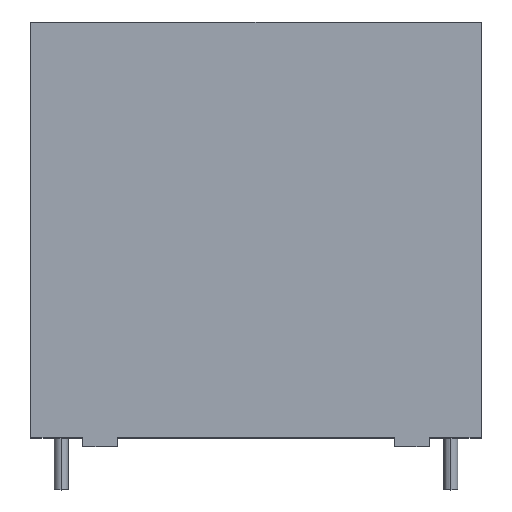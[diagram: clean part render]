
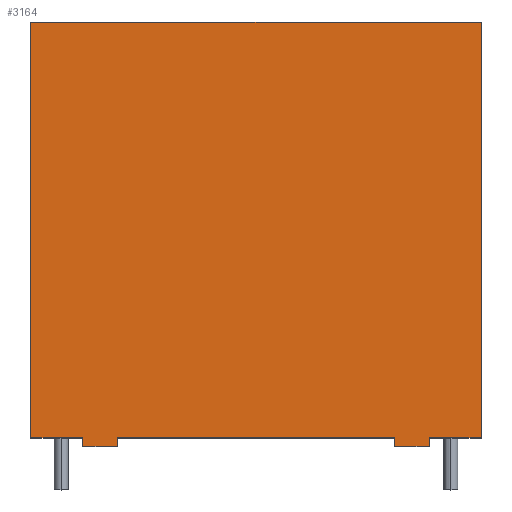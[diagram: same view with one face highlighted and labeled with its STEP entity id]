
A CAD part, top view. The second image highlights one B-rep face of the part: STEP entity #3164.
In plain terms, the highlighted planar face has unit normal (0, 0, 1).
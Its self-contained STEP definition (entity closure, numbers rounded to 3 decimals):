
#12 = EDGE_CURVE ( 'NONE', #2301, #2327, #2183, .T. ) ;
#22 = EDGE_CURVE ( 'NONE', #2343, #2294, #2135, .T. ) ;
#27 = EDGE_CURVE ( 'NONE', #2297, #2349, #2119, .T. ) ;
#29 = EDGE_CURVE ( 'NONE', #2350, #2300, #2113, .T. ) ;
#93 = EDGE_CURVE ( 'NONE', #2399, #2343, #260, .T. ) ;
#94 = EDGE_CURVE ( 'NONE', #2399, #2420, #553, .T. ) ;
#95 = EDGE_CURVE ( 'NONE', #2420, #2422, #262, .T. ) ;
#96 = EDGE_CURVE ( 'NONE', #2422, #2424, #267, .T. ) ;
#97 = EDGE_CURVE ( 'NONE', #2327, #2424, #245, .T. ) ;
#98 = EDGE_CURVE ( 'NONE', #2349, #2350, #570, .T. ) ;
#175 = CARTESIAN_POINT ( 'NONE',  ( -13., 0.5, 7.75 ) ) ;
#245 = LINE ( 'NONE', #572, #5577 ) ;
#248 = DIRECTION ( 'NONE',  ( 0., -1., 0. ) ) ;
#260 = LINE ( 'NONE', #175, #5573 ) ;
#262 = LINE ( 'NONE', #544, #5567 ) ;
#267 = LINE ( 'NONE', #268, #5576 ) ;
#268 = CARTESIAN_POINT ( 'NONE',  ( -13., 0., 7.75 ) ) ;
#309 = DIRECTION ( 'NONE',  ( -1., 0., 0. ) ) ;
#544 = CARTESIAN_POINT ( 'NONE',  ( -13., 24.5, 7.75 ) ) ;
#545 = DIRECTION ( 'NONE',  ( 0., 1., 0. ) ) ;
#546 = CARTESIAN_POINT ( 'NONE',  ( 13., 0., 7.75 ) ) ;
#553 = LINE ( 'NONE', #546, #5574 ) ;
#570 = LINE ( 'NONE', #625, #5578 ) ;
#571 = DIRECTION ( 'NONE',  ( -1., 0., 0. ) ) ;
#572 = CARTESIAN_POINT ( 'NONE',  ( -13., 0.5, 7.75 ) ) ;
#624 = DIRECTION ( 'NONE',  ( -1., 0., 0. ) ) ;
#625 = CARTESIAN_POINT ( 'NONE',  ( -13., 0.5, 7.75 ) ) ;
#712 = CARTESIAN_POINT ( 'NONE',  ( -13., 0.5, 7.75 ) ) ;
#713 = CARTESIAN_POINT ( 'NONE',  ( -13., 24.5, 7.75 ) ) ;
#715 = CARTESIAN_POINT ( 'NONE',  ( 13., 24.5, 7.75 ) ) ;
#735 = CARTESIAN_POINT ( 'NONE',  ( 13., 0.5, 7.75 ) ) ;
#779 = CARTESIAN_POINT ( 'NONE',  ( -8., 0.5, 7.75 ) ) ;
#780 = CARTESIAN_POINT ( 'NONE',  ( 8., 0.5, 7.75 ) ) ;
#785 = CARTESIAN_POINT ( 'NONE',  ( 10., 0.5, 7.75 ) ) ;
#800 = CARTESIAN_POINT ( 'NONE',  ( -10., 0.5, 7.75 ) ) ;
#823 = CARTESIAN_POINT ( 'NONE',  ( -10., 0., 7.75 ) ) ;
#824 = CARTESIAN_POINT ( 'NONE',  ( -8., 0., 7.75 ) ) ;
#827 = CARTESIAN_POINT ( 'NONE',  ( 8., 0., 7.75 ) ) ;
#830 = CARTESIAN_POINT ( 'NONE',  ( 10., 0., 7.75 ) ) ;
#939 = DIRECTION ( 'NONE',  ( -1., 0., 0. ) ) ;
#1552 = DIRECTION ( 'NONE',  ( -1., 0., 0. ) ) ;
#1553 = CARTESIAN_POINT ( 'NONE',  ( -13., 0., 7.75 ) ) ;
#1554 = LINE ( 'NONE', #1553, #3499 ) ;
#2110 = DIRECTION ( 'NONE',  ( 0., -1., 0. ) ) ;
#2111 = CARTESIAN_POINT ( 'NONE',  ( -8., 24.5, 7.75 ) ) ;
#2113 = LINE ( 'NONE', #2111, #5607 ) ;
#2117 = DIRECTION ( 'NONE',  ( 0., 1., 0. ) ) ;
#2118 = CARTESIAN_POINT ( 'NONE',  ( 8., 24.5, 7.75 ) ) ;
#2119 = LINE ( 'NONE', #2118, #5604 ) ;
#2132 = DIRECTION ( 'NONE',  ( 0., -1., 0. ) ) ;
#2133 = CARTESIAN_POINT ( 'NONE',  ( 10., 24.5, 7.75 ) ) ;
#2135 = LINE ( 'NONE', #2133, #5599 ) ;
#2169 = DIRECTION ( 'NONE',  ( 0., 1., 0. ) ) ;
#2171 = CARTESIAN_POINT ( 'NONE',  ( -10., 24.5, 7.75 ) ) ;
#2183 = LINE ( 'NONE', #2171, #5698 ) ;
#2294 = VERTEX_POINT ( 'NONE', #830 ) ;
#2297 = VERTEX_POINT ( 'NONE', #827 ) ;
#2300 = VERTEX_POINT ( 'NONE', #824 ) ;
#2301 = VERTEX_POINT ( 'NONE', #823 ) ;
#2327 = VERTEX_POINT ( 'NONE', #800 ) ;
#2343 = VERTEX_POINT ( 'NONE', #785 ) ;
#2349 = VERTEX_POINT ( 'NONE', #780 ) ;
#2350 = VERTEX_POINT ( 'NONE', #779 ) ;
#2399 = VERTEX_POINT ( 'NONE', #735 ) ;
#2420 = VERTEX_POINT ( 'NONE', #715 ) ;
#2422 = VERTEX_POINT ( 'NONE', #713 ) ;
#2424 = VERTEX_POINT ( 'NONE', #712 ) ;
#2447 = EDGE_LOOP ( 'NONE', ( #2676, #2935, #2549, #2800, #2667, #2599, #2839, #2707, #2660, #2919, #2785, #2914 ) ) ;
#2549 = ORIENTED_EDGE ( 'NONE', *, *, #95, .T. ) ;
#2599 = ORIENTED_EDGE ( 'NONE', *, *, #12, .F. ) ;
#2660 = ORIENTED_EDGE ( 'NONE', *, *, #98, .F. ) ;
#2667 = ORIENTED_EDGE ( 'NONE', *, *, #97, .F. ) ;
#2676 = ORIENTED_EDGE ( 'NONE', *, *, #93, .F. ) ;
#2707 = ORIENTED_EDGE ( 'NONE', *, *, #29, .F. ) ;
#2785 = ORIENTED_EDGE ( 'NONE', *, *, #3364, .F. ) ;
#2800 = ORIENTED_EDGE ( 'NONE', *, *, #96, .T. ) ;
#2839 = ORIENTED_EDGE ( 'NONE', *, *, #3225, .F. ) ;
#2914 = ORIENTED_EDGE ( 'NONE', *, *, #22, .F. ) ;
#2919 = ORIENTED_EDGE ( 'NONE', *, *, #27, .F. ) ;
#2935 = ORIENTED_EDGE ( 'NONE', *, *, #94, .T. ) ;
#3164 = ADVANCED_FACE ( 'NONE', ( #4238 ), #4237, .F. ) ;
#3225 = EDGE_CURVE ( 'NONE', #2300, #2301, #1554, .T. ) ;
#3364 = EDGE_CURVE ( 'NONE', #2294, #2297, #4616, .T. ) ;
#3499 = VECTOR ( 'NONE', #1552, 1000. ) ;
#3623 = AXIS2_PLACEMENT_3D ( 'NONE', #4220, #4217, #4216 ) ;
#4011 = VECTOR ( 'NONE', #4619, 1000. ) ;
#4216 = DIRECTION ( 'NONE',  ( -1., 0., 0. ) ) ;
#4217 = DIRECTION ( 'NONE',  ( 0., 0., -1. ) ) ;
#4220 = CARTESIAN_POINT ( 'NONE',  ( -13., 24.5, 7.75 ) ) ;
#4237 = PLANE ( 'NONE',  #3623 ) ;
#4238 = FACE_OUTER_BOUND ( 'NONE', #2447, .T. ) ;
#4616 = LINE ( 'NONE', #4618, #4011 ) ;
#4618 = CARTESIAN_POINT ( 'NONE',  ( -13., 0., 7.75 ) ) ;
#4619 = DIRECTION ( 'NONE',  ( -1., 0., 0. ) ) ;
#5567 = VECTOR ( 'NONE', #939, 1000. ) ;
#5573 = VECTOR ( 'NONE', #309, 1000. ) ;
#5574 = VECTOR ( 'NONE', #545, 1000. ) ;
#5576 = VECTOR ( 'NONE', #248, 1000. ) ;
#5577 = VECTOR ( 'NONE', #571, 1000. ) ;
#5578 = VECTOR ( 'NONE', #624, 1000. ) ;
#5599 = VECTOR ( 'NONE', #2132, 1000. ) ;
#5604 = VECTOR ( 'NONE', #2117, 1000. ) ;
#5607 = VECTOR ( 'NONE', #2110, 1000. ) ;
#5698 = VECTOR ( 'NONE', #2169, 1000. ) ;
